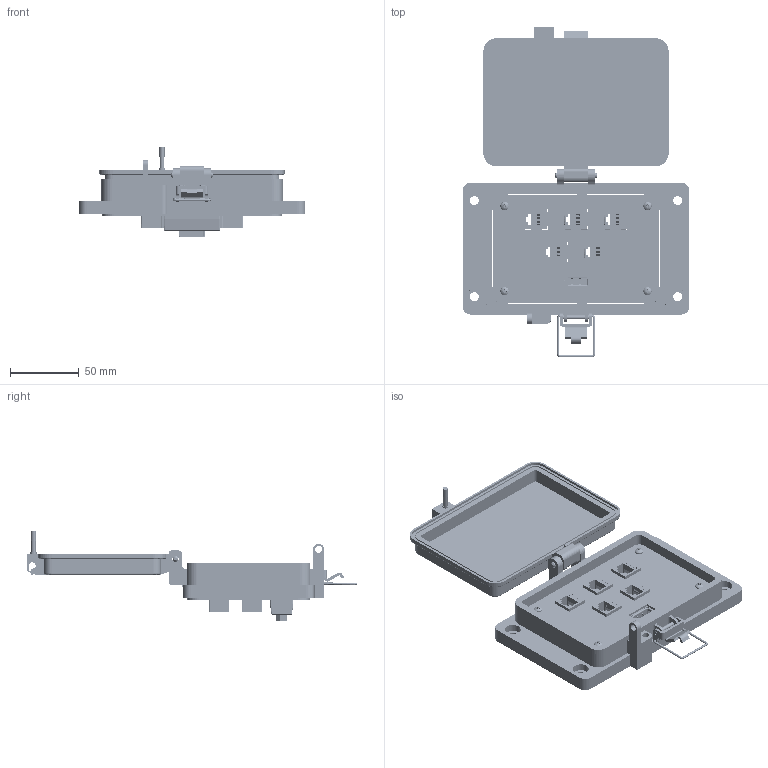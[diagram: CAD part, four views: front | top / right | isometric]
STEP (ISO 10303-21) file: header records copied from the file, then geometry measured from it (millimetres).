
FILE_DESCRIPTION (( 'STEP AP203' ), '1' );
FILE_NAME ('P-P39R2#3R62#2-M3RX_3D.STEP', '2021-01-22T16:38:08', ( '' ), ( '' ), 'SwSTEP 2.0', 'SolidWorks 2019', '' );
FILE_SCHEMA (( 'CONFIG_CONTROL_DESIGN' ));
Length unit declared in the file: millimetre
Products named in the file (19): R62; P-P39R2#3R62#2-M3RX_TP060_1; Z-000-4243316TFP; P39; Z-300-RJ45CAT5; R2; -M3; P-P39R2#3R62#2-M3RX_BP180_1; P-P39R2#3R62#2-M3RX_TP060_2; 92005A124_METRIC PAN HEAD PHILLIPS MACHINE SCREW_92005A124; P-P39R2#3R62#2-M3RX_FP060_1; 4-40 half inch flathead _90273A110; P-P39R2#3R62#2-M3RX_3D; Z-300-DISPLAYPORT-FF; Z-H-M3_B; Z-300-RJ45CAT6
Assembly tree (31 placements, depth 3):
  P-P39R2#3R62#2-M3RX_3D
    P-P39R2#3R62#2-M3RX_BP180_1
    P-P39R2#3R62#2-M3RX_TP060_2
    P-P39R2#3R62#2-M3RX_TP060_1
    Z-000-4243316TFP  x7
    P39
      Z-300-DISPLAYPORT-FF
    4-40 half inch flathead _90273A110  x2
    P-P39R2#3R62#2-M3RX_FP060_1
    R62
      Z-300-RJ45CAT6
    R62
      Z-300-RJ45CAT6
    R2
      Z-300-RJ45CAT5
    R2
      Z-300-RJ45CAT5
    R2
      Z-300-RJ45CAT5
    -M3
      Z-H-M3_B
    92005A124_METRIC PAN HEAD PHILLIPS MACHINE SCREW_92005A124  x4
Bounding box: 164.96 x 240.59 x 65.48 mm (x, y, z)
Volume: 260061.8 mm3; surface area: 170022.3 mm2
Topology: 43 solids, 43 shells, 5978 faces, 16777 edges, 11049 vertices
Faces by surface type: plane 3187, cylinder 1892, bspline 724, cone 145, torus 22, sphere 8
Entity records: 151215 total; most frequent: CARTESIAN_POINT 45478, ORIENTED_EDGE 22976, DIRECTION 19588, EDGE_CURVE 11488, LINE 7928, VECTOR 7928, VERTEX_POINT 7558, AXIS2_PLACEMENT_3D 5830
